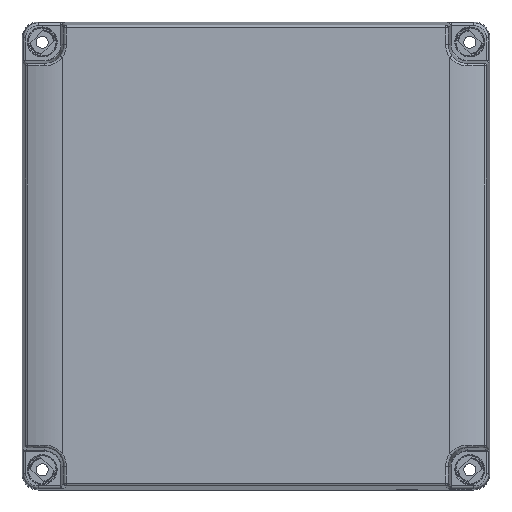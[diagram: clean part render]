
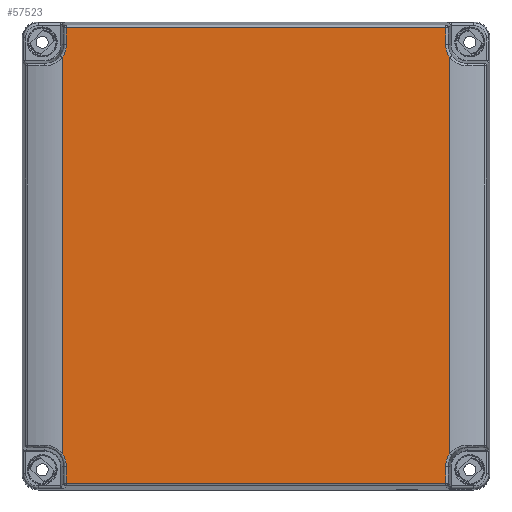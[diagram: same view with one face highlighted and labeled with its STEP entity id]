
A CAD part, top view. The second image highlights one B-rep face of the part: STEP entity #57523.
In plain terms, the highlighted planar face has unit normal (0, 0, 1).
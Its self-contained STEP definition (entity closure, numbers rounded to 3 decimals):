
#51382=DIRECTION('',(-1.,0.,0.));
#51383=VECTOR('',#51382,141.802);
#51384=CARTESIAN_POINT('',(70.901,-85.208,75.));
#51385=LINE('',#51384,#51383);
#51675=DIRECTION('',(1.,0.,0.));
#51676=VECTOR('',#51675,141.802);
#51677=CARTESIAN_POINT('',(-70.901,85.208,75.));
#51678=LINE('',#51677,#51676);
#51923=DIRECTION('',(0.,1.,0.));
#51924=VECTOR('',#51923,6.208);
#51925=CARTESIAN_POINT('',(-70.901,79.,75.));
#51926=LINE('',#51925,#51924);
#51932=DIRECTION('',(0.,1.,0.));
#51933=VECTOR('',#51932,148.337);
#51934=CARTESIAN_POINT('',(-72.5,-74.168,
75.));
#51935=LINE('',#51934,#51933);
#51936=DIRECTION('',(0.,1.,0.));
#51937=VECTOR('',#51936,6.208);
#51938=CARTESIAN_POINT('',(70.901,79.,75.));
#51939=LINE('',#51938,#51937);
#52134=DIRECTION('',(0.,1.,0.));
#52135=VECTOR('',#52134,6.208);
#52136=CARTESIAN_POINT('',(70.901,-85.208,75.));
#52137=LINE('',#52136,#52135);
#52147=CARTESIAN_POINT('',(79.,-79.,75.));
#52148=DIRECTION('',(0.,0.,-1.));
#52149=DIRECTION('',(-1.,0.,0.));
#52150=AXIS2_PLACEMENT_3D('',#52147,#52148,#52149);
#52185=DIRECTION('',(0.,1.,0.));
#52186=VECTOR('',#52185,148.337);
#52187=CARTESIAN_POINT('',(72.5,-74.168,
75.));
#52188=LINE('',#52187,#52186);
#52228=CARTESIAN_POINT('',(72.5,74.168,75.));
#52244=CARTESIAN_POINT('',(79.,79.,75.));
#52245=DIRECTION('',(0.,0.,-1.));
#52246=DIRECTION('',(-0.803,-0.597,0.));
#52247=AXIS2_PLACEMENT_3D('',#52244,#52245,#52246);
#52286=DIRECTION('',(0.,-1.,0.));
#52287=VECTOR('',#52286,6.208);
#52288=CARTESIAN_POINT('',(-70.901,-79.,75.));
#52289=LINE('',#52288,#52287);
#52422=CARTESIAN_POINT('',(-79.,-79.,75.));
#52423=DIRECTION('',(0.,0.,-1.));
#52424=DIRECTION('',(0.803,0.597,0.));
#52425=AXIS2_PLACEMENT_3D('',#52422,#52423,#52424);
#52446=CARTESIAN_POINT('',(-79.,79.,75.));
#52447=DIRECTION('',(0.,0.,1.));
#52448=DIRECTION('',(0.803,-0.597,0.));
#52449=AXIS2_PLACEMENT_3D('',#52446,#52447,#52448);
#53263=CARTESIAN_POINT('',(-70.901,79.,75.));
#53264=CARTESIAN_POINT('',(-70.901,85.208,75.));
#53265=VERTEX_POINT('',#53263);
#53266=VERTEX_POINT('',#53264);
#53269=CARTESIAN_POINT('',(-72.5,74.168,75.));
#53270=VERTEX_POINT('',#53269);
#53275=CARTESIAN_POINT('',(70.901,85.208,75.));
#53276=VERTEX_POINT('',#53275);
#53337=CARTESIAN_POINT('',(70.901,-85.208,75.));
#53338=CARTESIAN_POINT('',(-70.901,-85.208,75.));
#53339=VERTEX_POINT('',#53337);
#53340=VERTEX_POINT('',#53338);
#53361=CARTESIAN_POINT('',(-70.901,-79.,75.));
#53362=VERTEX_POINT('',#53361);
#53365=CARTESIAN_POINT('',(-72.5,-74.168,75.));
#53366=VERTEX_POINT('',#53365);
#53371=CARTESIAN_POINT('',(70.901,-79.,75.));
#53372=VERTEX_POINT('',#53371);
#53375=CARTESIAN_POINT('',(72.5,-74.168,75.));
#53376=VERTEX_POINT('',#53375);
#53383=VERTEX_POINT('',#52228);
#53385=CARTESIAN_POINT('',(70.901,79.,75.));
#53386=VERTEX_POINT('',#53385);
#57496=CARTESIAN_POINT('',(-72.5,-87.5,75.));
#57497=DIRECTION('',(0.,0.,1.));
#57498=DIRECTION('',(1.,0.,0.));
#57499=AXIS2_PLACEMENT_3D('',#57496,#57497,#57498);
#57500=PLANE('',#57499);
#57501=ORIENTED_EDGE('',*,*,#57489,.T.);
#57502=ORIENTED_EDGE('',*,*,#57074,.T.);
#57504=ORIENTED_EDGE('',*,*,#57503,.F.);
#57506=ORIENTED_EDGE('',*,*,#57505,.F.);
#57508=ORIENTED_EDGE('',*,*,#57507,.F.);
#57510=ORIENTED_EDGE('',*,*,#57509,.F.);
#57512=ORIENTED_EDGE('',*,*,#57511,.F.);
#57513=ORIENTED_EDGE('',*,*,#56570,.T.);
#57515=ORIENTED_EDGE('',*,*,#57514,.F.);
#57517=ORIENTED_EDGE('',*,*,#57516,.F.);
#57518=ORIENTED_EDGE('',*,*,#56777,.T.);
#57520=ORIENTED_EDGE('',*,*,#57519,.T.);
#57521=EDGE_LOOP('',(#57501,#57502,#57504,#57506,#57508,#57510,#57512,#57513,
#57515,#57517,#57518,#57520));
#57522=FACE_OUTER_BOUND('',#57521,.F.);
#57523=ADVANCED_FACE('',(#57522),#57500,.T.);
#52151=CIRCLE('',#52150,8.099);
#52248=CIRCLE('',#52247,8.099);
#52426=CIRCLE('',#52425,8.099);
#52450=CIRCLE('',#52449,8.099);
#56570=EDGE_CURVE('',#53339,#53340,#51385,.T.);
#56777=EDGE_CURVE('',#53366,#53270,#51935,.T.);
#57074=EDGE_CURVE('',#53266,#53276,#51678,.T.);
#57489=EDGE_CURVE('',#53265,#53266,#51926,.T.);
#57503=EDGE_CURVE('',#53386,#53276,#51939,.T.);
#57505=EDGE_CURVE('',#53383,#53386,#52248,.T.);
#57507=EDGE_CURVE('',#53376,#53383,#52188,.T.);
#57509=EDGE_CURVE('',#53372,#53376,#52151,.T.);
#57511=EDGE_CURVE('',#53339,#53372,#52137,.T.);
#57514=EDGE_CURVE('',#53362,#53340,#52289,.T.);
#57516=EDGE_CURVE('',#53366,#53362,#52426,.T.);
#57519=EDGE_CURVE('',#53270,#53265,#52450,.T.);
